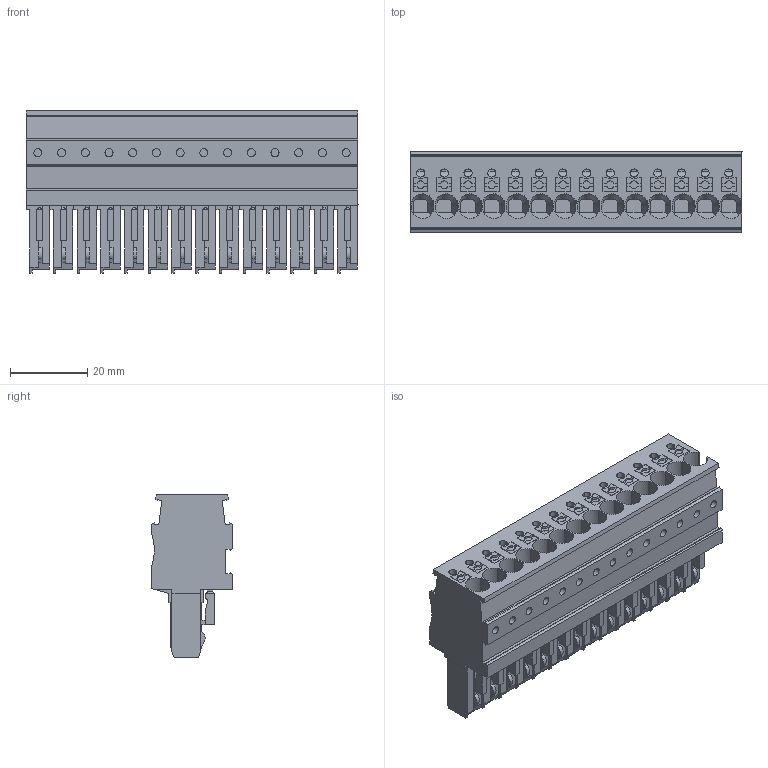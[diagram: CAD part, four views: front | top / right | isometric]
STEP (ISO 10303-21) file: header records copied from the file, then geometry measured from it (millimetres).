
FILE_DESCRIPTION(('Creo Elements/Direct Modeling STEP Export'),'2;1');
FILE_NAME('model.stp','2018-01-19T13:52:05',(''),(''),'Creo Elements/Direct Modeling STEP processor for AP214 (Solid Model)','Creo Elements/Direct Modeling 18.1I 14-Aug-2016 (C) Parametric Technology GmbH','');
FILE_SCHEMA(('AUTOMOTIVE_DESIGN { 1 0 10303 214 1 1 1 1 }'));
Products named in the file (2): PP_H_4_14-select
Assembly tree (1 placements, depth 2):
  PP_H_4_14-select
    PP_H_4_14-select
Bounding box: 86.1 x 21 x 42.17 mm (x, y, z)
Volume: 42565.3 mm3; surface area: 25328.9 mm2
Topology: 1 solids, 1 shells, 2046 faces, 5787 edges, 3826 vertices
Faces by surface type: plane 1597, cylinder 379, extrusion 28, torus 28, cone 14
Entity records: 95411 total; most frequent: CARTESIAN_POINT 25924, ORIENTED_EDGE 11574, DIRECTION 10236, EDGE_CURVE 5787, VECTOR 4622, LINE 4594, VERTEX_POINT 3826, AXIS2_PLACEMENT_3D 2807
